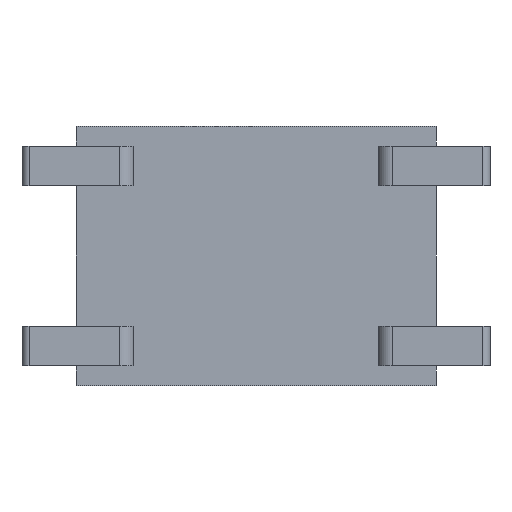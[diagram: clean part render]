
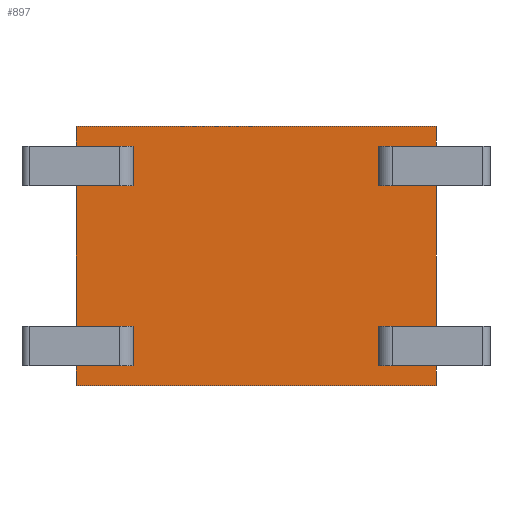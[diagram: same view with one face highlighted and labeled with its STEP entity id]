
A CAD part, front view. The second image highlights one B-rep face of the part: STEP entity #897.
In plain terms, the highlighted planar face has unit normal (0, -1, 0).
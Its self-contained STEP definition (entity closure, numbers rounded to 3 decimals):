
#9=DIRECTION('',(1.,0.,0.));
#10=VECTOR('',#9,5.);
#11=CARTESIAN_POINT('',(-2.5,0.,-1.8));
#12=LINE('',#11,#10);
#25=DIRECTION('',(0.,0.,1.));
#26=VECTOR('',#25,1.95);
#27=CARTESIAN_POINT('',(2.5,0.,-0.975));
#28=LINE('',#27,#26);
#33=DIRECTION('',(0.,0.,1.));
#34=VECTOR('',#33,0.275);
#35=CARTESIAN_POINT('',(2.5,0.,1.525));
#36=LINE('',#35,#34);
#37=DIRECTION('',(0.,0.,1.));
#38=VECTOR('',#37,0.275);
#39=CARTESIAN_POINT('',(2.5,0.,-1.8));
#40=LINE('',#39,#38);
#115=DIRECTION('',(0.,0.,-1.));
#116=VECTOR('',#115,0.55);
#117=CARTESIAN_POINT('',(-1.7,0.,-0.975));
#118=LINE('',#117,#116);
#119=DIRECTION('',(1.,0.,0.));
#120=VECTOR('',#119,0.8);
#121=CARTESIAN_POINT('',(-2.5,0.,-0.975));
#122=LINE('',#121,#120);
#123=DIRECTION('',(0.,0.,1.));
#124=VECTOR('',#123,1.95);
#125=CARTESIAN_POINT('',(-2.5,0.,-0.975));
#126=LINE('',#125,#124);
#127=DIRECTION('',(1.,0.,0.));
#128=VECTOR('',#127,0.8);
#129=CARTESIAN_POINT('',(-2.5,0.,0.975));
#130=LINE('',#129,#128);
#131=DIRECTION('',(0.,0.,-1.));
#132=VECTOR('',#131,0.55);
#133=CARTESIAN_POINT('',(-1.7,0.,1.525));
#134=LINE('',#133,#132);
#135=DIRECTION('',(1.,0.,0.));
#136=VECTOR('',#135,0.8);
#137=CARTESIAN_POINT('',(-2.5,0.,1.525));
#138=LINE('',#137,#136);
#139=DIRECTION('',(0.,0.,1.));
#140=VECTOR('',#139,0.275);
#141=CARTESIAN_POINT('',(-2.5,0.,1.525));
#142=LINE('',#141,#140);
#143=DIRECTION('',(1.,0.,0.));
#144=VECTOR('',#143,0.8);
#145=CARTESIAN_POINT('',(1.7,0.,1.525));
#146=LINE('',#145,#144);
#147=DIRECTION('',(0.,0.,-1.));
#148=VECTOR('',#147,0.55);
#149=CARTESIAN_POINT('',(1.7,0.,1.525));
#150=LINE('',#149,#148);
#151=DIRECTION('',(1.,0.,0.));
#152=VECTOR('',#151,0.8);
#153=CARTESIAN_POINT('',(1.7,0.,0.975));
#154=LINE('',#153,#152);
#155=DIRECTION('',(1.,0.,0.));
#156=VECTOR('',#155,0.8);
#157=CARTESIAN_POINT('',(1.7,0.,-0.975));
#158=LINE('',#157,#156);
#159=DIRECTION('',(0.,0.,-1.));
#160=VECTOR('',#159,0.55);
#161=CARTESIAN_POINT('',(1.7,0.,-0.975));
#162=LINE('',#161,#160);
#163=DIRECTION('',(1.,0.,0.));
#164=VECTOR('',#163,0.8);
#165=CARTESIAN_POINT('',(1.7,0.,-1.525));
#166=LINE('',#165,#164);
#167=DIRECTION('',(0.,0.,1.));
#168=VECTOR('',#167,0.275);
#169=CARTESIAN_POINT('',(-2.5,0.,-1.8));
#170=LINE('',#169,#168);
#171=DIRECTION('',(1.,0.,0.));
#172=VECTOR('',#171,0.8);
#173=CARTESIAN_POINT('',(-2.5,0.,-1.525));
#174=LINE('',#173,#172);
#241=DIRECTION('',(1.,0.,0.));
#242=VECTOR('',#241,5.);
#243=CARTESIAN_POINT('',(-2.5,0.,1.8));
#244=LINE('',#243,#242);
#521=CARTESIAN_POINT('',(2.5,0.,-1.8));
#523=VERTEX_POINT('',#521);
#527=CARTESIAN_POINT('',(-2.5,0.,-1.8));
#528=VERTEX_POINT('',#527);
#529=CARTESIAN_POINT('',(2.5,0.,1.8));
#531=VERTEX_POINT('',#529);
#535=CARTESIAN_POINT('',(-2.5,0.,1.8));
#536=VERTEX_POINT('',#535);
#553=CARTESIAN_POINT('',(2.5,0.,0.975));
#554=CARTESIAN_POINT('',(2.5,0.,1.525));
#555=VERTEX_POINT('',#553);
#556=VERTEX_POINT('',#554);
#557=CARTESIAN_POINT('',(-2.5,0.,0.975));
#558=CARTESIAN_POINT('',(-2.5,0.,1.525));
#559=VERTEX_POINT('',#557);
#560=VERTEX_POINT('',#558);
#577=CARTESIAN_POINT('',(2.5,0.,-1.525));
#578=CARTESIAN_POINT('',(2.5,0.,-0.975));
#579=VERTEX_POINT('',#577);
#580=VERTEX_POINT('',#578);
#581=CARTESIAN_POINT('',(-2.5,0.,-1.525));
#582=CARTESIAN_POINT('',(-2.5,0.,-0.975));
#583=VERTEX_POINT('',#581);
#584=VERTEX_POINT('',#582);
#585=CARTESIAN_POINT('',(-1.7,0.,-1.525));
#587=VERTEX_POINT('',#585);
#591=CARTESIAN_POINT('',(-1.7,0.,-0.975));
#592=VERTEX_POINT('',#591);
#593=CARTESIAN_POINT('',(-1.7,0.,0.975));
#595=VERTEX_POINT('',#593);
#599=CARTESIAN_POINT('',(-1.7,0.,1.525));
#600=VERTEX_POINT('',#599);
#602=CARTESIAN_POINT('',(1.7,0.,0.975));
#604=VERTEX_POINT('',#602);
#605=CARTESIAN_POINT('',(1.7,0.,1.525));
#606=VERTEX_POINT('',#605);
#610=CARTESIAN_POINT('',(1.7,0.,-1.525));
#612=VERTEX_POINT('',#610);
#613=CARTESIAN_POINT('',(1.7,0.,-0.975));
#614=VERTEX_POINT('',#613);
#857=CARTESIAN_POINT('',(-2.5,0.,-1.8));
#858=DIRECTION('',(0.,-1.,0.));
#859=DIRECTION('',(1.,0.,0.));
#860=AXIS2_PLACEMENT_3D('',#857,#858,#859);
#861=PLANE('',#860);
#863=ORIENTED_EDGE('',*,*,#862,.F.);
#865=ORIENTED_EDGE('',*,*,#864,.F.);
#867=ORIENTED_EDGE('',*,*,#866,.T.);
#869=ORIENTED_EDGE('',*,*,#868,.T.);
#871=ORIENTED_EDGE('',*,*,#870,.F.);
#873=ORIENTED_EDGE('',*,*,#872,.F.);
#875=ORIENTED_EDGE('',*,*,#874,.T.);
#877=ORIENTED_EDGE('',*,*,#876,.T.);
#878=ORIENTED_EDGE('',*,*,#723,.F.);
#880=ORIENTED_EDGE('',*,*,#879,.F.);
#882=ORIENTED_EDGE('',*,*,#881,.T.);
#884=ORIENTED_EDGE('',*,*,#883,.T.);
#885=ORIENTED_EDGE('',*,*,#719,.F.);
#887=ORIENTED_EDGE('',*,*,#886,.F.);
#888=ORIENTED_EDGE('',*,*,#849,.T.);
#889=ORIENTED_EDGE('',*,*,#779,.T.);
#890=ORIENTED_EDGE('',*,*,#729,.F.);
#891=ORIENTED_EDGE('',*,*,#690,.F.);
#893=ORIENTED_EDGE('',*,*,#892,.T.);
#894=ORIENTED_EDGE('',*,*,#799,.T.);
#895=EDGE_LOOP('',(#863,#865,#867,#869,#871,#873,#875,#877,#878,#880,#882,#884,
#885,#887,#888,#889,#890,#891,#893,#894));
#896=FACE_OUTER_BOUND('',#895,.F.);
#690=EDGE_CURVE('',#528,#523,#12,.T.);
#719=EDGE_CURVE('',#580,#555,#28,.T.);
#723=EDGE_CURVE('',#556,#531,#36,.T.);
#729=EDGE_CURVE('',#523,#579,#40,.T.);
#779=EDGE_CURVE('',#612,#579,#166,.T.);
#799=EDGE_CURVE('',#583,#587,#174,.T.);
#849=EDGE_CURVE('',#614,#612,#162,.T.);
#862=EDGE_CURVE('',#592,#587,#118,.T.);
#864=EDGE_CURVE('',#584,#592,#122,.T.);
#866=EDGE_CURVE('',#584,#559,#126,.T.);
#868=EDGE_CURVE('',#559,#595,#130,.T.);
#870=EDGE_CURVE('',#600,#595,#134,.T.);
#872=EDGE_CURVE('',#560,#600,#138,.T.);
#874=EDGE_CURVE('',#560,#536,#142,.T.);
#876=EDGE_CURVE('',#536,#531,#244,.T.);
#879=EDGE_CURVE('',#606,#556,#146,.T.);
#881=EDGE_CURVE('',#606,#604,#150,.T.);
#883=EDGE_CURVE('',#604,#555,#154,.T.);
#886=EDGE_CURVE('',#614,#580,#158,.T.);
#892=EDGE_CURVE('',#528,#583,#170,.T.);
#897=ADVANCED_FACE('',(#896),#861,.T.);
